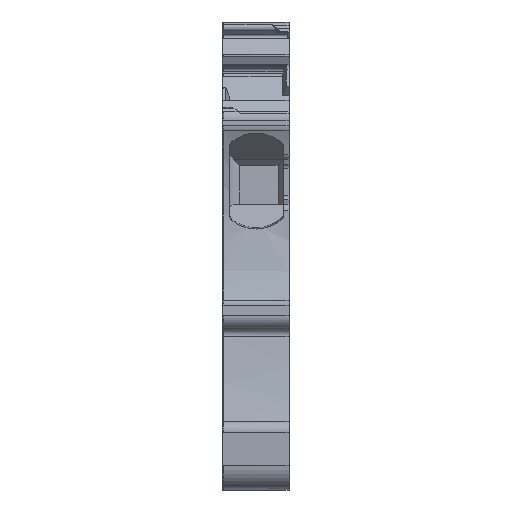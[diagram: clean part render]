
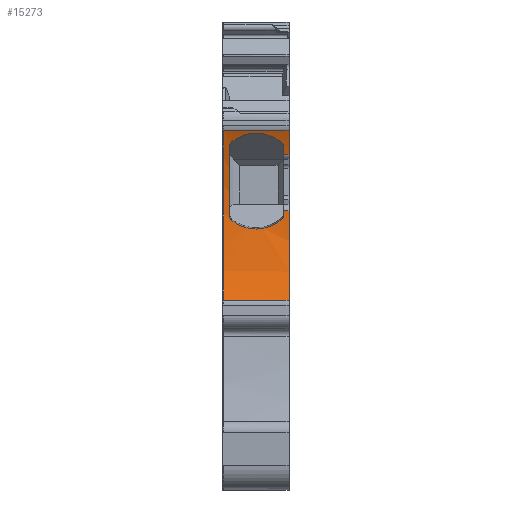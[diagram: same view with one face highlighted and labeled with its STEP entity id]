
A CAD part, front view. The second image highlights one B-rep face of the part: STEP entity #15273.
In plain terms, the highlighted cylindrical face has radius 15.97 mm (diameter 31.939 mm), a partial arc.
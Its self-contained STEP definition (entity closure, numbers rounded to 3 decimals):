
#15138=AXIS2_PLACEMENT_3D('Cylinder Axis2P3D',#15135,#15136,#15137) ;
#15149=AXIS2_PLACEMENT_3D('Circle Axis2P3D',#15147,#15148,$) ;
#15163=AXIS2_PLACEMENT_3D('Circle Axis2P3D',#15161,#15162,$) ;
#15204=AXIS2_PLACEMENT_3D('Circle Axis2P3D',#15202,#15203,$) ;
#15237=AXIS2_PLACEMENT_3D('Circle Axis2P3D',#15235,#15236,$) ;
#15251=AXIS2_PLACEMENT_3D('Circle Axis2P3D',#15249,#15250,$) ;
#8791=CARTESIAN_POINT('Vertex',(0.05,1.617,27.772)) ;
#8823=CARTESIAN_POINT('Vertex',(0.05,1.617,14.643)) ;
#8827=CARTESIAN_POINT('Control Point',(0.05,1.617,27.772)) ;
#8828=CARTESIAN_POINT('Control Point',(0.05,2.729,25.305)) ;
#8829=CARTESIAN_POINT('Control Point',(0.05,3.319,22.599)) ;
#8830=CARTESIAN_POINT('Control Point',(0.05,3.319,19.815)) ;
#8831=CARTESIAN_POINT('Control Point',(0.05,2.729,17.109)) ;
#8832=CARTESIAN_POINT('Control Point',(0.05,1.617,14.643)) ;
#15116=CARTESIAN_POINT('Line Origine',(2.55,1.617,27.772)) ;
#15120=CARTESIAN_POINT('Vertex',(5.1,1.617,27.772)) ;
#15135=CARTESIAN_POINT('Axis2P3D Location',(2.55,-12.941,21.207)) ;
#15140=CARTESIAN_POINT('Line Origine',(2.55,1.617,14.643)) ;
#15144=CARTESIAN_POINT('Vertex',(5.1,1.617,14.643)) ;
#15147=CARTESIAN_POINT('Axis2P3D Location',(5.1,-12.941,21.207)) ;
#15151=CARTESIAN_POINT('Vertex',(5.1,3.025,21.559)) ;
#15154=CARTESIAN_POINT('Line Origine',(2.55,3.025,21.559)) ;
#15158=CARTESIAN_POINT('Vertex',(4.7,3.025,21.559)) ;
#15161=CARTESIAN_POINT('Axis2P3D Location',(4.7,-12.941,21.207)) ;
#15165=CARTESIAN_POINT('Vertex',(4.7,3.028,21.276)) ;
#15169=CARTESIAN_POINT('Control Point',(4.528,3.026,20.899)) ;
#15170=CARTESIAN_POINT('Control Point',(4.636,3.027,20.993)) ;
#15171=CARTESIAN_POINT('Control Point',(4.7,3.029,21.134)) ;
#15172=CARTESIAN_POINT('Control Point',(4.7,3.028,21.276)) ;
#15173=CARTESIAN_POINT('Vertex',(4.528,3.026,20.899)) ;
#15177=CARTESIAN_POINT('Control Point',(2.558,2.994,20.16)) ;
#15178=CARTESIAN_POINT('Control Point',(3.095,2.994,20.16)) ;
#15179=CARTESIAN_POINT('Control Point',(3.632,3.003,20.288)) ;
#15180=CARTESIAN_POINT('Control Point',(4.123,3.019,20.546)) ;
#15181=CARTESIAN_POINT('Control Point',(4.528,3.026,20.899)) ;
#15182=CARTESIAN_POINT('Vertex',(2.558,2.994,20.16)) ;
#15186=CARTESIAN_POINT('Control Point',(0.689,3.024,20.814)) ;
#15187=CARTESIAN_POINT('Control Point',(1.083,3.016,20.5)) ;
#15188=CARTESIAN_POINT('Control Point',(1.548,3.002,20.274)) ;
#15189=CARTESIAN_POINT('Control Point',(2.053,2.994,20.16)) ;
#15190=CARTESIAN_POINT('Control Point',(2.558,2.994,20.16)) ;
#15191=CARTESIAN_POINT('Vertex',(0.689,3.024,20.814)) ;
#15195=CARTESIAN_POINT('Control Point',(0.689,3.024,20.814)) ;
#15196=CARTESIAN_POINT('Control Point',(0.572,3.026,20.907)) ;
#15197=CARTESIAN_POINT('Control Point',(0.5,3.029,21.056)) ;
#15198=CARTESIAN_POINT('Control Point',(0.5,3.029,21.206)) ;
#15199=CARTESIAN_POINT('Vertex',(0.5,3.029,21.206)) ;
#15202=CARTESIAN_POINT('Axis2P3D Location',(0.5,-12.941,21.207)) ;
#15206=CARTESIAN_POINT('Vertex',(0.5,2.119,26.519)) ;
#15210=CARTESIAN_POINT('Control Point',(0.688,1.975,26.911)) ;
#15211=CARTESIAN_POINT('Control Point',(0.569,2.012,26.815)) ;
#15212=CARTESIAN_POINT('Control Point',(0.5,2.067,26.668)) ;
#15213=CARTESIAN_POINT('Control Point',(0.5,2.119,26.519)) ;
#15214=CARTESIAN_POINT('Vertex',(0.688,1.975,26.911)) ;
#15218=CARTESIAN_POINT('Control Point',(0.688,1.975,26.911)) ;
#15219=CARTESIAN_POINT('Control Point',(1.33,1.78,27.422)) ;
#15220=CARTESIAN_POINT('Control Point',(2.154,1.634,27.729)) ;
#15221=CARTESIAN_POINT('Control Point',(3.106,1.646,27.705)) ;
#15222=CARTESIAN_POINT('Control Point',(3.911,1.805,27.364)) ;
#15223=CARTESIAN_POINT('Control Point',(4.528,2.008,26.826)) ;
#15224=CARTESIAN_POINT('Vertex',(4.528,2.008,26.826)) ;
#15228=CARTESIAN_POINT('Control Point',(4.528,2.008,26.826)) ;
#15229=CARTESIAN_POINT('Control Point',(4.638,2.043,26.73)) ;
#15230=CARTESIAN_POINT('Control Point',(4.7,2.095,26.59)) ;
#15231=CARTESIAN_POINT('Control Point',(4.7,2.144,26.449)) ;
#15232=CARTESIAN_POINT('Vertex',(4.7,2.144,26.449)) ;
#15235=CARTESIAN_POINT('Axis2P3D Location',(4.7,-12.941,21.207)) ;
#15239=CARTESIAN_POINT('Vertex',(4.7,2.326,25.891)) ;
#15242=CARTESIAN_POINT('Line Origine',(2.55,2.326,25.891)) ;
#15246=CARTESIAN_POINT('Vertex',(5.1,2.326,25.891)) ;
#15249=CARTESIAN_POINT('Axis2P3D Location',(5.1,-12.941,21.207)) ;
#15117=DIRECTION('Vector Direction',(1.,0.,0.)) ;
#15136=DIRECTION('Axis2P3D Direction',(1.,0.,0.)) ;
#15137=DIRECTION('Axis2P3D XDirection',(0.,0.912,-0.411)) ;
#15141=DIRECTION('Vector Direction',(1.,0.,0.)) ;
#15148=DIRECTION('Axis2P3D Direction',(1.,0.,0.)) ;
#15155=DIRECTION('Vector Direction',(1.,0.,0.)) ;
#15162=DIRECTION('Axis2P3D Direction',(1.,0.,0.)) ;
#15203=DIRECTION('Axis2P3D Direction',(1.,0.,0.)) ;
#15236=DIRECTION('Axis2P3D Direction',(1.,0.,0.)) ;
#15243=DIRECTION('Vector Direction',(1.,0.,0.)) ;
#15250=DIRECTION('Axis2P3D Direction',(1.,0.,0.)) ;
#15118=VECTOR('Line Direction',#15117,1.) ;
#15142=VECTOR('Line Direction',#15141,1.) ;
#15156=VECTOR('Line Direction',#15155,1.) ;
#15244=VECTOR('Line Direction',#15243,1.) ;
#15255=ORIENTED_EDGE('',*,*,#8833,.F.) ;
#15256=ORIENTED_EDGE('',*,*,#15146,.T.) ;
#15257=ORIENTED_EDGE('',*,*,#15153,.T.) ;
#15258=ORIENTED_EDGE('',*,*,#15160,.F.) ;
#15259=ORIENTED_EDGE('',*,*,#15167,.F.) ;
#15260=ORIENTED_EDGE('',*,*,#15175,.F.) ;
#15261=ORIENTED_EDGE('',*,*,#15184,.F.) ;
#15262=ORIENTED_EDGE('',*,*,#15193,.F.) ;
#15263=ORIENTED_EDGE('',*,*,#15201,.T.) ;
#15264=ORIENTED_EDGE('',*,*,#15208,.T.) ;
#15265=ORIENTED_EDGE('',*,*,#15216,.F.) ;
#15266=ORIENTED_EDGE('',*,*,#15226,.T.) ;
#15267=ORIENTED_EDGE('',*,*,#15234,.T.) ;
#15268=ORIENTED_EDGE('',*,*,#15241,.F.) ;
#15269=ORIENTED_EDGE('',*,*,#15248,.T.) ;
#15270=ORIENTED_EDGE('',*,*,#15253,.T.) ;
#15271=ORIENTED_EDGE('',*,*,#15122,.F.) ;
#15273=ADVANCED_FACE('75323_MLD_ALDT_2-5_2C',(#15272),#15139,.F.) ;
#8826=B_SPLINE_CURVE_WITH_KNOTS('',5,(#8827,#8828,#8829,#8830,#8831,#8832),.UNSPECIFIED.,.F.,.U.,(6,6),(96.795,110.325),.UNSPECIFIED.) ;
#15168=B_SPLINE_CURVE_WITH_KNOTS('',3,(#15169,#15170,#15171,#15172),.UNSPECIFIED.,.F.,.U.,(4,4),(0.,0.612),.UNSPECIFIED.) ;
#15176=B_SPLINE_CURVE_WITH_KNOTS('',4,(#15177,#15178,#15179,#15180,#15181),.UNSPECIFIED.,.F.,.U.,(5,5),(2.914,6.019),.UNSPECIFIED.) ;
#15185=B_SPLINE_CURVE_WITH_KNOTS('',4,(#15186,#15187,#15188,#15189,#15190),.UNSPECIFIED.,.F.,.U.,(5,5),(0.,2.914),.UNSPECIFIED.) ;
#15194=B_SPLINE_CURVE_WITH_KNOTS('',3,(#15195,#15196,#15197,#15198),.UNSPECIFIED.,.F.,.U.,(4,4),(0.,0.645),.UNSPECIFIED.) ;
#15209=B_SPLINE_CURVE_WITH_KNOTS('',3,(#15210,#15211,#15212,#15213),.UNSPECIFIED.,.F.,.U.,(4,4),(0.,0.677),.UNSPECIFIED.) ;
#15217=B_SPLINE_CURVE_WITH_KNOTS('',5,(#15218,#15219,#15220,#15221,#15222,#15223),.UNSPECIFIED.,.F.,.U.,(6,6),(0.,6.109),.UNSPECIFIED.) ;
#15227=B_SPLINE_CURVE_WITH_KNOTS('',3,(#15228,#15229,#15230,#15231),.UNSPECIFIED.,.F.,.U.,(4,4),(0.,0.642),.UNSPECIFIED.) ;
#15150=CIRCLE('generated circle',#15149,15.969) ;
#15164=CIRCLE('generated circle',#15163,15.969) ;
#15205=CIRCLE('generated circle',#15204,15.969) ;
#15238=CIRCLE('generated circle',#15237,15.969) ;
#15252=CIRCLE('generated circle',#15251,15.969) ;
#15139=CYLINDRICAL_SURFACE('generated cylinder',#15138,15.969) ;
#8833=EDGE_CURVE('',#8824,#8792,#8826,.F.) ;
#15122=EDGE_CURVE('',#8792,#15121,#15119,.T.) ;
#15146=EDGE_CURVE('',#8824,#15145,#15143,.T.) ;
#15153=EDGE_CURVE('',#15145,#15152,#15150,.T.) ;
#15160=EDGE_CURVE('',#15159,#15152,#15157,.T.) ;
#15167=EDGE_CURVE('',#15166,#15159,#15164,.T.) ;
#15175=EDGE_CURVE('',#15174,#15166,#15168,.T.) ;
#15184=EDGE_CURVE('',#15183,#15174,#15176,.T.) ;
#15193=EDGE_CURVE('',#15192,#15183,#15185,.T.) ;
#15201=EDGE_CURVE('',#15192,#15200,#15194,.T.) ;
#15208=EDGE_CURVE('',#15200,#15207,#15205,.T.) ;
#15216=EDGE_CURVE('',#15215,#15207,#15209,.T.) ;
#15226=EDGE_CURVE('',#15215,#15225,#15217,.T.) ;
#15234=EDGE_CURVE('',#15225,#15233,#15227,.T.) ;
#15241=EDGE_CURVE('',#15240,#15233,#15238,.T.) ;
#15248=EDGE_CURVE('',#15240,#15247,#15245,.T.) ;
#15253=EDGE_CURVE('',#15247,#15121,#15252,.T.) ;
#15254=EDGE_LOOP('',(#15255,#15256,#15257,#15258,#15259,#15260,#15261,#15262,#15263,#15264,#15265,#15266,#15267,#15268,#15269,#15270,#15271)) ;
#15272=FACE_OUTER_BOUND('',#15254,.T.) ;
#15119=LINE('Line',#15116,#15118) ;
#15143=LINE('Line',#15140,#15142) ;
#15157=LINE('Line',#15154,#15156) ;
#15245=LINE('Line',#15242,#15244) ;
#8792=VERTEX_POINT('',#8791) ;
#8824=VERTEX_POINT('',#8823) ;
#15121=VERTEX_POINT('',#15120) ;
#15145=VERTEX_POINT('',#15144) ;
#15152=VERTEX_POINT('',#15151) ;
#15159=VERTEX_POINT('',#15158) ;
#15166=VERTEX_POINT('',#15165) ;
#15174=VERTEX_POINT('',#15173) ;
#15183=VERTEX_POINT('',#15182) ;
#15192=VERTEX_POINT('',#15191) ;
#15200=VERTEX_POINT('',#15199) ;
#15207=VERTEX_POINT('',#15206) ;
#15215=VERTEX_POINT('',#15214) ;
#15225=VERTEX_POINT('',#15224) ;
#15233=VERTEX_POINT('',#15232) ;
#15240=VERTEX_POINT('',#15239) ;
#15247=VERTEX_POINT('',#15246) ;
